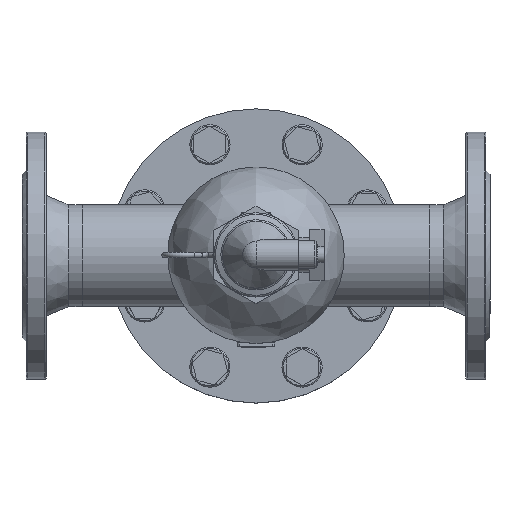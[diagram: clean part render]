
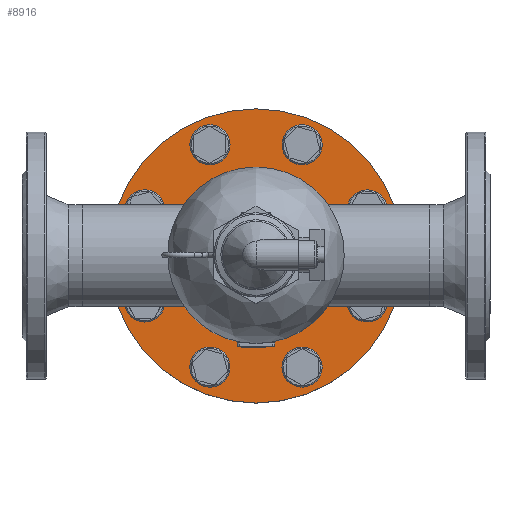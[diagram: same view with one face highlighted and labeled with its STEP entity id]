
A CAD part, top view. The second image highlights one B-rep face of the part: STEP entity #8916.
In plain terms, the highlighted planar face has unit normal (0, 0, 1).
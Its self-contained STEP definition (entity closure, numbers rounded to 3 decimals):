
#1941=FACE_BOUND('',#3063,.T.);
#1942=FACE_BOUND('',#3064,.T.);
#1943=FACE_BOUND('',#3065,.T.);
#1944=FACE_BOUND('',#3066,.T.);
#1945=FACE_BOUND('',#3067,.T.);
#1946=FACE_BOUND('',#3068,.T.);
#1947=FACE_BOUND('',#3069,.T.);
#1948=FACE_BOUND('',#3070,.T.);
#2365=FACE_OUTER_BOUND('',#3062,.T.);
#3062=EDGE_LOOP('',(#7327));
#3063=EDGE_LOOP('',(#7328));
#3064=EDGE_LOOP('',(#7329));
#3065=EDGE_LOOP('',(#7330));
#3066=EDGE_LOOP('',(#7331));
#3067=EDGE_LOOP('',(#7332));
#3068=EDGE_LOOP('',(#7333));
#3069=EDGE_LOOP('',(#7334));
#3070=EDGE_LOOP('',(#7335));
#3702=CIRCLE('',#9839,9.);
#3704=CIRCLE('',#9842,9.);
#3706=CIRCLE('',#9845,9.);
#3708=CIRCLE('',#9848,9.);
#3710=CIRCLE('',#9851,9.);
#3712=CIRCLE('',#9854,9.);
#3714=CIRCLE('',#9857,9.);
#3716=CIRCLE('',#9860,9.);
#3718=CIRCLE('',#9863,110.);
#4363=VERTEX_POINT('',#15085);
#4365=VERTEX_POINT('',#15090);
#4367=VERTEX_POINT('',#15095);
#4369=VERTEX_POINT('',#15100);
#4371=VERTEX_POINT('',#15105);
#4373=VERTEX_POINT('',#15110);
#4375=VERTEX_POINT('',#15115);
#4377=VERTEX_POINT('',#15120);
#4379=VERTEX_POINT('',#15125);
#5419=EDGE_CURVE('',#4363,#4363,#3702,.T.);
#5421=EDGE_CURVE('',#4365,#4365,#3704,.T.);
#5423=EDGE_CURVE('',#4367,#4367,#3706,.T.);
#5425=EDGE_CURVE('',#4369,#4369,#3708,.T.);
#5427=EDGE_CURVE('',#4371,#4371,#3710,.T.);
#5429=EDGE_CURVE('',#4373,#4373,#3712,.T.);
#5431=EDGE_CURVE('',#4375,#4375,#3714,.T.);
#5433=EDGE_CURVE('',#4377,#4377,#3716,.T.);
#5435=EDGE_CURVE('',#4379,#4379,#3718,.T.);
#7327=ORIENTED_EDGE('',*,*,#5435,.F.);
#7328=ORIENTED_EDGE('',*,*,#5419,.F.);
#7329=ORIENTED_EDGE('',*,*,#5421,.F.);
#7330=ORIENTED_EDGE('',*,*,#5423,.F.);
#7331=ORIENTED_EDGE('',*,*,#5425,.F.);
#7332=ORIENTED_EDGE('',*,*,#5427,.F.);
#7333=ORIENTED_EDGE('',*,*,#5429,.F.);
#7334=ORIENTED_EDGE('',*,*,#5431,.F.);
#7335=ORIENTED_EDGE('',*,*,#5433,.F.);
#8380=PLANE('',#9865);
#8916=ADVANCED_FACE('',(#2365,#1941,#1942,#1943,#1944,#1945,#1946,#1947,
#1948),#8380,.F.);
#9839=AXIS2_PLACEMENT_3D('',#15086,#11877,#11878);
#9842=AXIS2_PLACEMENT_3D('',#15091,#11883,#11884);
#9845=AXIS2_PLACEMENT_3D('',#15096,#11889,#11890);
#9848=AXIS2_PLACEMENT_3D('',#15101,#11895,#11896);
#9851=AXIS2_PLACEMENT_3D('',#15106,#11901,#11902);
#9854=AXIS2_PLACEMENT_3D('',#15111,#11907,#11908);
#9857=AXIS2_PLACEMENT_3D('',#15116,#11913,#11914);
#9860=AXIS2_PLACEMENT_3D('',#15121,#11919,#11920);
#9863=AXIS2_PLACEMENT_3D('',#15126,#11925,#11926);
#9865=AXIS2_PLACEMENT_3D('',#15129,#11929,#11930);
#11877=DIRECTION('center_axis',(0.,0.,1.));
#11878=DIRECTION('ref_axis',(1.,0.,0.));
#11883=DIRECTION('center_axis',(0.,0.,1.));
#11884=DIRECTION('ref_axis',(-1.,0.,0.));
#11889=DIRECTION('center_axis',(0.,0.,1.));
#11890=DIRECTION('ref_axis',(-1.,0.,0.));
#11895=DIRECTION('center_axis',(0.,0.,1.));
#11896=DIRECTION('ref_axis',(1.,0.,0.));
#11901=DIRECTION('center_axis',(0.,0.,1.));
#11902=DIRECTION('ref_axis',(1.,0.,0.));
#11907=DIRECTION('center_axis',(0.,0.,1.));
#11908=DIRECTION('ref_axis',(-1.,0.,0.));
#11913=DIRECTION('center_axis',(0.,0.,1.));
#11914=DIRECTION('ref_axis',(-1.,0.,0.));
#11919=DIRECTION('center_axis',(0.,0.,1.));
#11920=DIRECTION('ref_axis',(1.,0.,0.));
#11925=DIRECTION('center_axis',(0.,0.,-1.));
#11926=DIRECTION('ref_axis',(1.,0.,0.));
#11929=DIRECTION('center_axis',(0.,0.,-1.));
#11930=DIRECTION('ref_axis',(-1.,0.,0.));
#15085=CARTESIAN_POINT('',(-25.442,-83.149,179.8));
#15086=CARTESIAN_POINT('Origin',(-34.442,-83.149,179.8));
#15090=CARTESIAN_POINT('',(74.149,-34.442,179.8));
#15091=CARTESIAN_POINT('Origin',(83.149,-34.442,179.8));
#15095=CARTESIAN_POINT('',(25.442,83.149,179.8));
#15096=CARTESIAN_POINT('Origin',(34.442,83.149,179.8));
#15100=CARTESIAN_POINT('',(-25.442,83.149,179.8));
#15101=CARTESIAN_POINT('Origin',(-34.442,83.149,179.8));
#15105=CARTESIAN_POINT('',(-74.149,34.442,179.8));
#15106=CARTESIAN_POINT('Origin',(-83.149,34.442,179.8));
#15110=CARTESIAN_POINT('',(74.149,34.442,179.8));
#15111=CARTESIAN_POINT('Origin',(83.149,34.442,179.8));
#15115=CARTESIAN_POINT('',(25.442,-83.149,179.8));
#15116=CARTESIAN_POINT('Origin',(34.442,-83.149,179.8));
#15120=CARTESIAN_POINT('',(-74.149,-34.442,179.8));
#15121=CARTESIAN_POINT('Origin',(-83.149,-34.442,179.8));
#15125=CARTESIAN_POINT('',(110.,0.,179.8));
#15126=CARTESIAN_POINT('Origin',(0.,0.,179.8));
#15129=CARTESIAN_POINT('Origin',(0.,0.,179.8));
